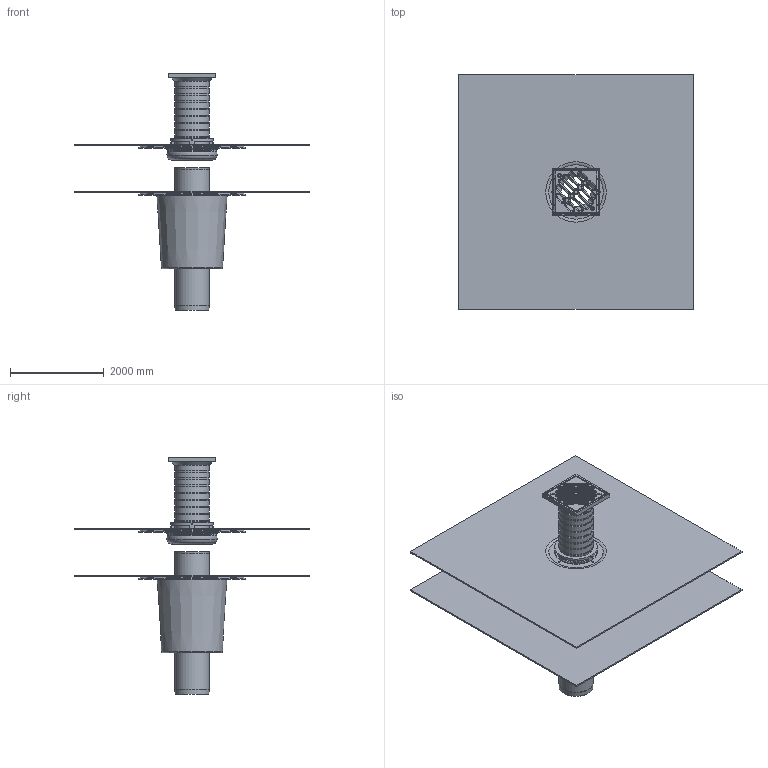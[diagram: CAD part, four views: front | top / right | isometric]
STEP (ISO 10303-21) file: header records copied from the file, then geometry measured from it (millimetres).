
FILE_DESCRIPTION(/* description */ (''),/* implementation_level */ '2;1');
FILE_NAME(/* name */ '15382.070X_3D.stp',/* time_stamp */ '2024-12-12T06:53:14+01:00',/* author */ ('CAD'),/* organization */ (''),/* preprocessor_version */ 'ST-DEVELOPER v20',/* originating_system */ 'AutoCAD Mechanical',/* authorisation */ '');
FILE_SCHEMA (('AUTOMOTIVE_DESIGN { 1 0 10303 214 3 1 1 }'));
Length unit declared in the file: centimetre
Products named in the file (2): Product; *S0
Assembly tree (1 placements, depth 2):
  Product
    *S0
Bounding box: 5000 x 5000 x 5037.7 mm (x, y, z)
Volume: 3271591172.6 mm3; surface area: 167329475.4 mm2
Topology: 16 solids, 16 shells, 651 faces, 1566 edges, 984 vertices
Faces by surface type: cylinder 208, plane 192, torus 145, cone 88, sphere 16, bspline 2
Full cylindrical faces by diameter (mm): 20 x16, 35 x2, 85 x2, 698 x3, 720 x8, 730 x14, 736 x1, 763 x1, 770 x5, 795 x1, 810 x3, 850 x1, 885 x2, 900 x1, 901 x2, 905 x2, 950 x1, 953.818 x2, 965 x4, 1070 x1
Entity records: 20947 total; most frequent: CARTESIAN_POINT 4960, DIRECTION 3635, ORIENTED_EDGE 3130, EDGE_CURVE 1565, AXIS2_PLACEMENT_3D 1509, VERTEX_POINT 982, CIRCLE 855, EDGE_LOOP 773
